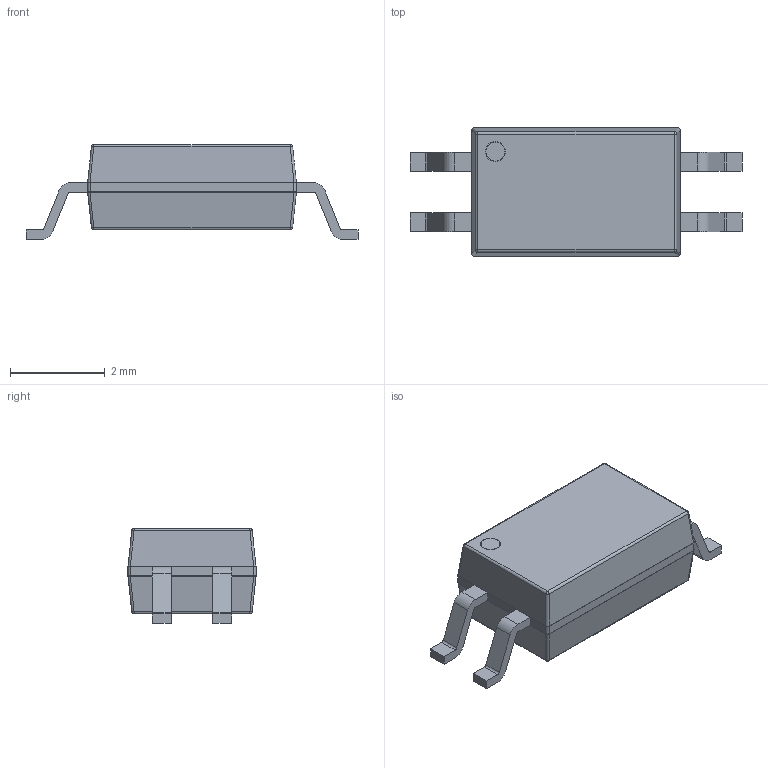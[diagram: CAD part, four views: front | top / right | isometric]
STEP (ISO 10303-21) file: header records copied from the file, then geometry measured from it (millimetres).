
FILE_DESCRIPTION(/* description */ (''),/* implementation_level */ '2;1');
FILE_NAME(/* name */ 'Everlight - SSOP-4.step',/* time_stamp */ '2020-07-09T13:57:16+01:00',/* author */ (''),/* organization */ (''),/* preprocessor_version */ 'ST-DEVELOPER v18.1',/* originating_system */ 'Autodesk Translation Framework v9.3.0.1241',/* authorisation */ '');
FILE_SCHEMA (('AUTOMOTIVE_DESIGN { 1 0 10303 214 3 1 1 }'));
Length unit declared in the file: millimetre
Products named in the file (1): Everlight - SSOP-4
Bounding box: 7 x 2.7 x 2 mm (x, y, z)
Volume: 21 mm3; surface area: 55.2 mm2
Topology: 1 solids, 1 shells, 116 faces, 283 edges, 170 vertices
Faces by surface type: plane 55, cylinder 44, sphere 16, torus 1
Entity records: 3473 total; most frequent: DIRECTION 624, CARTESIAN_POINT 570, ORIENTED_EDGE 566, EDGE_CURVE 283, AXIS2_PLACEMENT_3D 224, LINE 176, VECTOR 176, VERTEX_POINT 170
